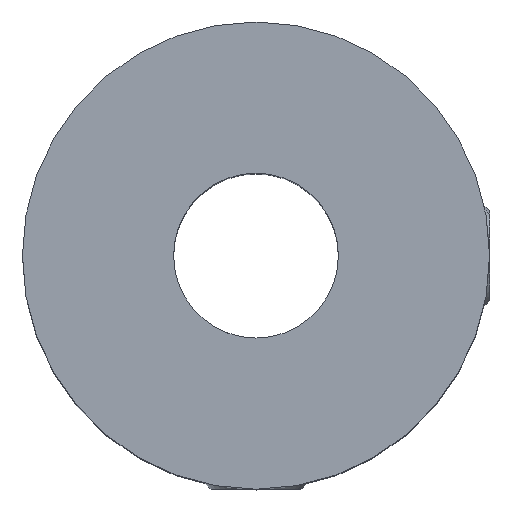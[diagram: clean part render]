
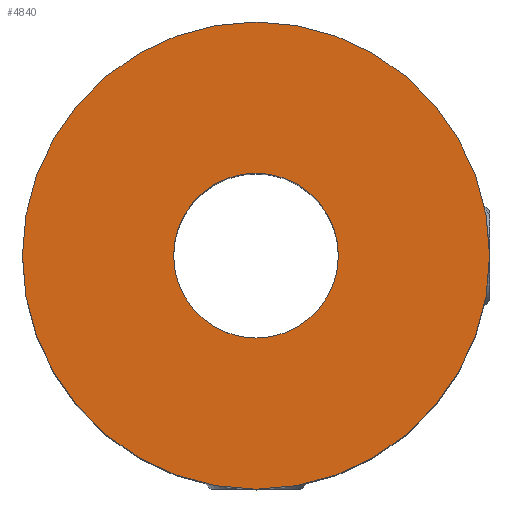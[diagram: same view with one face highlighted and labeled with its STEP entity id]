
A CAD part, top view. The second image highlights one B-rep face of the part: STEP entity #4840.
In plain terms, the highlighted planar face has unit normal (0, 0, 1).
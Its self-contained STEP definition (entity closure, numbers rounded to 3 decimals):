
#306 = VERTEX_POINT ( 'NONE', #2419 ) ;
#722 = PLANE ( 'NONE',  #2914 ) ;
#853 = CARTESIAN_POINT ( 'NONE',  ( 0., 0., 18. ) ) ;
#1004 = ORIENTED_EDGE ( 'NONE', *, *, #1538, .F. ) ;
#1012 = CIRCLE ( 'NONE', #6457, 9. ) ;
#1025 = DIRECTION ( 'NONE',  ( 1., 0., 0. ) ) ;
#1149 = EDGE_LOOP ( 'NONE', ( #3976, #1004 ) ) ;
#1158 = DIRECTION ( 'NONE',  ( 1., 0., 0. ) ) ;
#1195 = FACE_BOUND ( 'NONE', #1149, .T. ) ;
#1538 = EDGE_CURVE ( 'NONE', #7550, #2725, #4033, .T. ) ;
#2061 = CARTESIAN_POINT ( 'NONE',  ( -9., 0., 18. ) ) ;
#2194 = CIRCLE ( 'NONE', #6680, 9. ) ;
#2242 = DIRECTION ( 'NONE',  ( 0., 0., 1. ) ) ;
#2419 = CARTESIAN_POINT ( 'NONE',  ( 9., 0., 18. ) ) ;
#2613 = DIRECTION ( 'NONE',  ( 1., 0., 0. ) ) ;
#2683 = AXIS2_PLACEMENT_3D ( 'NONE', #853, #2242, #1025 ) ;
#2725 = VERTEX_POINT ( 'NONE', #7435 ) ;
#2836 = EDGE_CURVE ( 'NONE', #5955, #306, #1012, .T. ) ;
#2914 = AXIS2_PLACEMENT_3D ( 'NONE', #3933, #7366, #2613 ) ;
#3289 = CARTESIAN_POINT ( 'NONE',  ( 0., 0., 18. ) ) ;
#3933 = CARTESIAN_POINT ( 'NONE',  ( 0., 0., 18. ) ) ;
#3976 = ORIENTED_EDGE ( 'NONE', *, *, #6842, .F. ) ;
#4033 = CIRCLE ( 'NONE', #2683, 3.175 ) ;
#4321 = CARTESIAN_POINT ( 'NONE',  ( 0., 0., 18. ) ) ;
#4446 = DIRECTION ( 'NONE',  ( 0., 0., 1. ) ) ;
#4808 = AXIS2_PLACEMENT_3D ( 'NONE', #3289, #4446, #1158 ) ;
#4831 = CARTESIAN_POINT ( 'NONE',  ( 0., 0., 18. ) ) ;
#4840 = ADVANCED_FACE ( 'NONE', ( #1195, #5113 ), #722, .T. ) ;
#5107 = EDGE_LOOP ( 'NONE', ( #8186, #7745 ) ) ;
#5113 = FACE_OUTER_BOUND ( 'NONE', #5107, .T. ) ;
#5955 = VERTEX_POINT ( 'NONE', #2061 ) ;
#6093 = DIRECTION ( 'NONE',  ( 0., 0., -1. ) ) ;
#6140 = DIRECTION ( 'NONE',  ( 0., 0., -1. ) ) ;
#6457 = AXIS2_PLACEMENT_3D ( 'NONE', #4321, #6140, #7396 ) ;
#6680 = AXIS2_PLACEMENT_3D ( 'NONE', #4831, #6093, #7432 ) ;
#6842 = EDGE_CURVE ( 'NONE', #2725, #7550, #7397, .T. ) ;
#7366 = DIRECTION ( 'NONE',  ( 0., 0., 1. ) ) ;
#7396 = DIRECTION ( 'NONE',  ( -1., 0., 0. ) ) ;
#7397 = CIRCLE ( 'NONE', #4808, 3.175 ) ;
#7432 = DIRECTION ( 'NONE',  ( -1., 0., 0. ) ) ;
#7435 = CARTESIAN_POINT ( 'NONE',  ( 3.175, 0., 18. ) ) ;
#7550 = VERTEX_POINT ( 'NONE', #8094 ) ;
#7745 = ORIENTED_EDGE ( 'NONE', *, *, #8329, .F. ) ;
#8094 = CARTESIAN_POINT ( 'NONE',  ( -3.175, 0., 18. ) ) ;
#8186 = ORIENTED_EDGE ( 'NONE', *, *, #2836, .F. ) ;
#8329 = EDGE_CURVE ( 'NONE', #306, #5955, #2194, .T. ) ;
